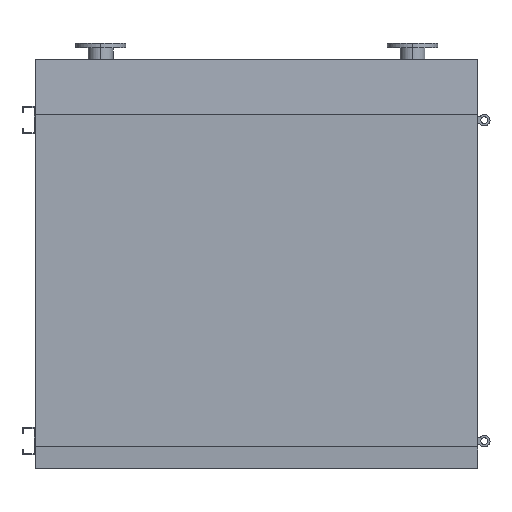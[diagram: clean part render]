
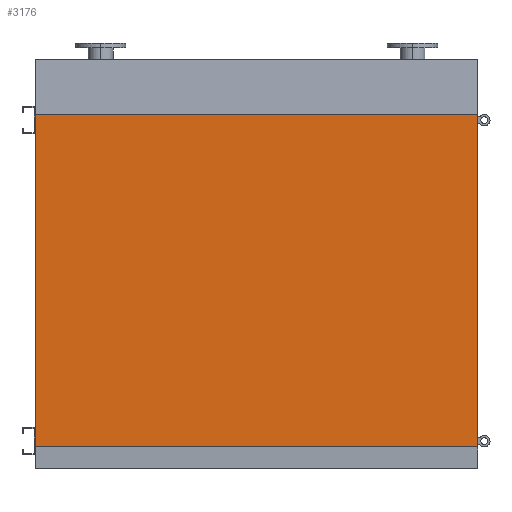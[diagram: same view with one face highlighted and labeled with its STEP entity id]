
A CAD part, front view. The second image highlights one B-rep face of the part: STEP entity #3176.
In plain terms, the highlighted planar face has unit normal (0, -1, 0).
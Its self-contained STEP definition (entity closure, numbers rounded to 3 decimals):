
#86 = PLANE ( 'NONE',  #5893 ) ;
#285 = LINE ( 'NONE', #1375, #544 ) ;
#544 = VECTOR ( 'NONE', #3059, 1000. ) ;
#1108 = LINE ( 'NONE', #4439, #6156 ) ;
#1375 = CARTESIAN_POINT ( 'NONE',  ( -965., 0., -1450. ) ) ;
#1428 = ORIENTED_EDGE ( 'NONE', *, *, #5554, .F. ) ;
#1481 = CARTESIAN_POINT ( 'NONE',  ( -965., 0., 0. ) ) ;
#1581 = LINE ( 'NONE', #4852, #2517 ) ;
#1650 = VERTEX_POINT ( 'NONE', #4315 ) ;
#1682 = DIRECTION ( 'NONE',  ( 0., 0., 1. ) ) ;
#1722 = ORIENTED_EDGE ( 'NONE', *, *, #4780, .T. ) ;
#1753 = DIRECTION ( 'NONE',  ( 0., -1., 0. ) ) ;
#1978 = ORIENTED_EDGE ( 'NONE', *, *, #5459, .T. ) ;
#2204 = EDGE_LOOP ( 'NONE', ( #1428, #3805, #1978, #1722 ) ) ;
#2302 = CARTESIAN_POINT ( 'NONE',  ( -965., 0., -1450. ) ) ;
#2517 = VECTOR ( 'NONE', #3300, 1000. ) ;
#2544 = CARTESIAN_POINT ( 'NONE',  ( -965., 0., 0. ) ) ;
#3059 = DIRECTION ( 'NONE',  ( 1., 0., 0. ) ) ;
#3141 = CARTESIAN_POINT ( 'NONE',  ( 965., 0., 0. ) ) ;
#3176 = ADVANCED_FACE ( 'NONE', ( #5104 ), #86, .T. ) ;
#3300 = DIRECTION ( 'NONE',  ( 0., 0., 1. ) ) ;
#3334 = VERTEX_POINT ( 'NONE', #6379 ) ;
#3463 = VECTOR ( 'NONE', #5738, 1000. ) ;
#3698 = DIRECTION ( 'NONE',  ( 0., 0., -1. ) ) ;
#3805 = ORIENTED_EDGE ( 'NONE', *, *, #5347, .F. ) ;
#4244 = VERTEX_POINT ( 'NONE', #3141 ) ;
#4315 = CARTESIAN_POINT ( 'NONE',  ( -965., 0., -1450. ) ) ;
#4439 = CARTESIAN_POINT ( 'NONE',  ( -965., 0., -1450. ) ) ;
#4780 = EDGE_CURVE ( 'NONE', #3334, #4244, #1581, .T. ) ;
#4852 = CARTESIAN_POINT ( 'NONE',  ( 965., 0., -1450. ) ) ;
#5104 = FACE_OUTER_BOUND ( 'NONE', #2204, .T. ) ;
#5228 = LINE ( 'NONE', #2544, #3463 ) ;
#5347 = EDGE_CURVE ( 'NONE', #1650, #6753, #1108, .T. ) ;
#5459 = EDGE_CURVE ( 'NONE', #1650, #3334, #285, .T. ) ;
#5554 = EDGE_CURVE ( 'NONE', #6753, #4244, #5228, .T. ) ;
#5738 = DIRECTION ( 'NONE',  ( 1., 0., 0. ) ) ;
#5893 = AXIS2_PLACEMENT_3D ( 'NONE', #2302, #1753, #3698 ) ;
#6156 = VECTOR ( 'NONE', #1682, 1000. ) ;
#6379 = CARTESIAN_POINT ( 'NONE',  ( 965., 0., -1450. ) ) ;
#6753 = VERTEX_POINT ( 'NONE', #1481 ) ;
